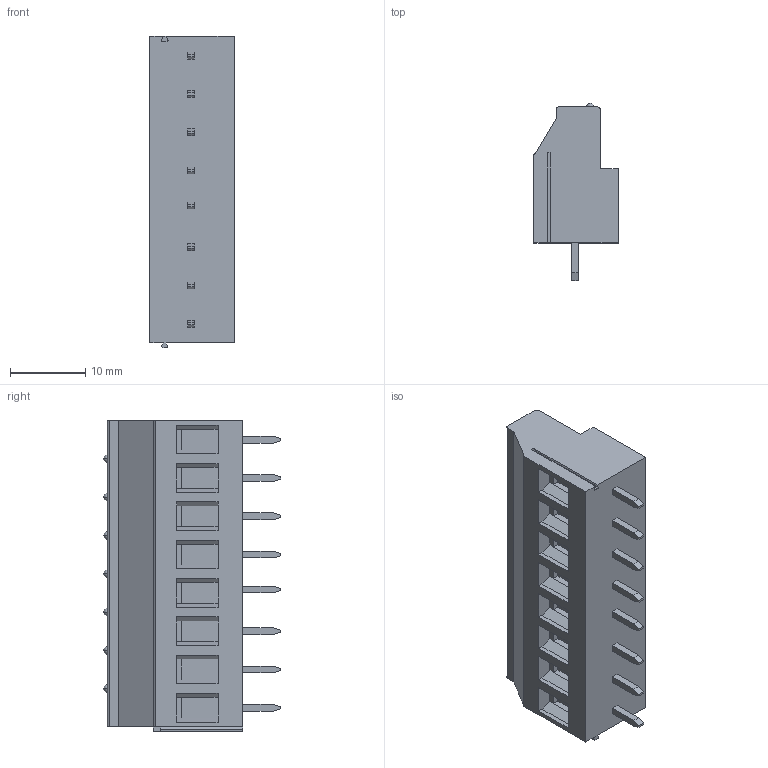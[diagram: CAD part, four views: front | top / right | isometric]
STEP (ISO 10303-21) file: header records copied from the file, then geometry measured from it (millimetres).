
FILE_DESCRIPTION((''),'2;1');
FILE_NAME('PRT0050','2024-11-06T',('yanfa'),(''),'PRO/ENGINEER BY PARAMETRIC TECHNOLOGY CORPORATION, 2009280','PRO/ENGINEER BY PARAMETRIC TECHNOLOGY CORPORATION, 2009280','');
FILE_SCHEMA(('AUTOMOTIVE_DESIGN_CC2 { 1 2 10303 214 -1 1 5 2 }'));
Length unit declared in the file: millimetre
Products named in the file (1): PRT0050
Bounding box: 11.2 x 23.5 x 41.24 mm (x, y, z)
Volume: 6337 mm3; surface area: 3531.1 mm2
Topology: 1 solids, 1 shells, 291 faces, 777 edges, 505 vertices
Faces by surface type: plane 222, cylinder 39, torus 16, sphere 14
Entity records: 9084 total; most frequent: CARTESIAN_POINT 1767, ORIENTED_EDGE 1526, DIRECTION 1467, EDGE_CURVE 763, VECTOR 577, LINE 577, VERTEX_POINT 505, AXIS2_PLACEMENT_3D 445
